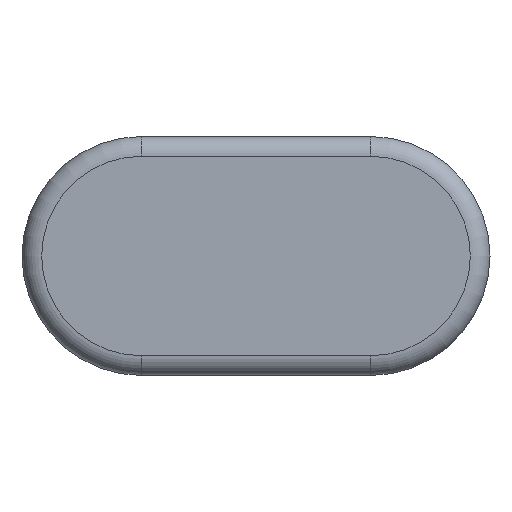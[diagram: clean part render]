
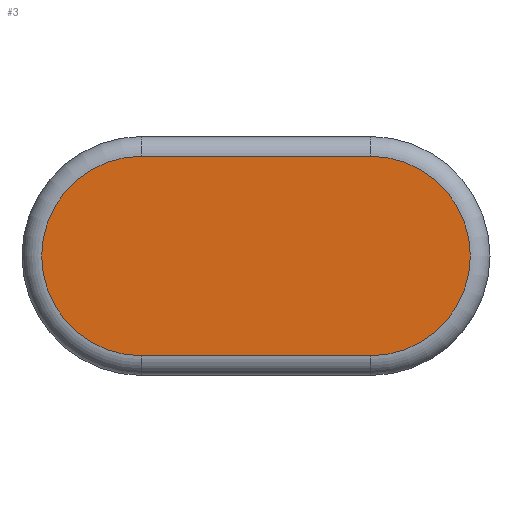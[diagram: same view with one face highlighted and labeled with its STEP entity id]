
A CAD part, front view. The second image highlights one B-rep face of the part: STEP entity #3.
In plain terms, the highlighted planar face has unit normal (0, -1, 0).
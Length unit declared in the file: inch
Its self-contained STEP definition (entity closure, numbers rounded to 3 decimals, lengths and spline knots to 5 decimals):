
#1 = EDGE_CURVE ( 'NONE', #41, #42, #346, .T. ) ;
#2 = ORIENTED_EDGE ( 'NONE', *, *, #1, .T. ) ;
#3 = ADVANCED_FACE ( 'NONE', ( #347 ), #223, .F. ) ;
#4 = EDGE_LOOP ( 'NONE', ( #2, #43, #46, #64 ) ) ;
#41 = VERTEX_POINT ( 'NONE', #583 ) ;
#42 = VERTEX_POINT ( 'NONE', #578 ) ;
#43 = ORIENTED_EDGE ( 'NONE', *, *, #44, .T. ) ;
#44 = EDGE_CURVE ( 'NONE', #42, #45, #577, .T. ) ;
#45 = VERTEX_POINT ( 'NONE', #573 ) ;
#46 = ORIENTED_EDGE ( 'NONE', *, *, #47, .T. ) ;
#47 = EDGE_CURVE ( 'NONE', #45, #48, #572, .T. ) ;
#48 = VERTEX_POINT ( 'NONE', #567 ) ;
#64 = ORIENTED_EDGE ( 'NONE', *, *, #65, .T. ) ;
#65 = EDGE_CURVE ( 'NONE', #48, #41, #540, .T. ) ;
#219 = DIRECTION ( 'NONE',  ( 0., 0., 1. ) ) ;
#220 = DIRECTION ( 'NONE',  ( 0., 1., 0. ) ) ;
#221 = CARTESIAN_POINT ( 'NONE',  ( -0.465, -2.575, 0. ) ) ;
#222 = AXIS2_PLACEMENT_3D ( 'NONE', #221, #220, #219 ) ;
#223 = PLANE ( 'NONE',  #222 ) ;
#342 = DIRECTION ( 'NONE',  ( 0., 0., 1. ) ) ;
#343 = DIRECTION ( 'NONE',  ( 0., -1., 0. ) ) ;
#344 = CARTESIAN_POINT ( 'NONE',  ( 0.465, -2.575, 0. ) ) ;
#345 = AXIS2_PLACEMENT_3D ( 'NONE', #344, #343, #342 ) ;
#346 = CIRCLE ( 'NONE', #345, 0.405 ) ;
#347 = FACE_OUTER_BOUND ( 'NONE', #4, .T. ) ;
#537 = DIRECTION ( 'NONE',  ( 1., 0., 0. ) ) ;
#538 = VECTOR ( 'NONE', #537, 39.37008 ) ;
#539 = CARTESIAN_POINT ( 'NONE',  ( 0.465, -2.575, -0.405 ) ) ;
#540 = LINE ( 'NONE', #539, #538 ) ;
#567 = CARTESIAN_POINT ( 'NONE',  ( -0.465, -2.575, -0.405 ) ) ;
#568 = DIRECTION ( 'NONE',  ( 0., 0., 1. ) ) ;
#569 = DIRECTION ( 'NONE',  ( 0., -1., 0. ) ) ;
#570 = CARTESIAN_POINT ( 'NONE',  ( -0.465, -2.575, 0. ) ) ;
#571 = AXIS2_PLACEMENT_3D ( 'NONE', #570, #569, #568 ) ;
#572 = CIRCLE ( 'NONE', #571, 0.405 ) ;
#573 = CARTESIAN_POINT ( 'NONE',  ( -0.465, -2.575, 0.405 ) ) ;
#574 = DIRECTION ( 'NONE',  ( -1., 0., 0. ) ) ;
#575 = VECTOR ( 'NONE', #574, 39.37008 ) ;
#576 = CARTESIAN_POINT ( 'NONE',  ( -0.465, -2.575, 0.405 ) ) ;
#577 = LINE ( 'NONE', #576, #575 ) ;
#578 = CARTESIAN_POINT ( 'NONE',  ( 0.465, -2.575, 0.405 ) ) ;
#583 = CARTESIAN_POINT ( 'NONE',  ( 0.465, -2.575, -0.405 ) ) ;
